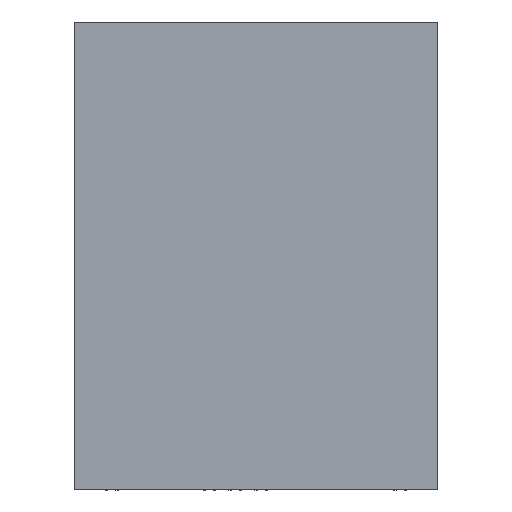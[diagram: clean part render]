
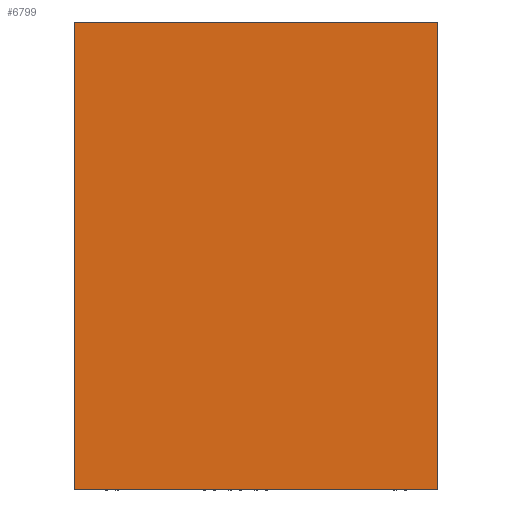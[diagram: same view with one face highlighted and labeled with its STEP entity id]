
A CAD part, top view. The second image highlights one B-rep face of the part: STEP entity #6799.
In plain terms, the highlighted face is planar.
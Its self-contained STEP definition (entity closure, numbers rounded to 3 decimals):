
#2378=DIRECTION('',(0.,0.,1.));
#2379=VECTOR('',#2378,9.);
#2380=CARTESIAN_POINT('',(-3.5,4.075,-4.5));
#2381=LINE('',#2380,#2379);
#2385=DIRECTION('',(-1.,0.,0.));
#2386=VECTOR('',#2385,7.);
#2387=CARTESIAN_POINT('',(3.5,4.075,-4.5));
#2388=LINE('',#2387,#2386);
#2392=DIRECTION('',(0.,0.,-1.));
#2393=VECTOR('',#2392,9.);
#2394=CARTESIAN_POINT('',(3.5,4.075,4.5));
#2395=LINE('',#2394,#2393);
#2399=DIRECTION('',(1.,0.,0.));
#2400=VECTOR('',#2399,7.);
#2401=CARTESIAN_POINT('',(-3.5,4.075,4.5));
#2402=LINE('',#2401,#2400);
#4810=CARTESIAN_POINT('',(-3.5,4.075,-4.5));
#4811=CARTESIAN_POINT('',(-3.5,4.075,4.5));
#4812=VERTEX_POINT('',#4810);
#4813=VERTEX_POINT('',#4811);
#4814=CARTESIAN_POINT('',(3.5,4.075,4.5));
#4815=VERTEX_POINT('',#4814);
#4816=CARTESIAN_POINT('',(3.5,4.075,-4.5));
#4817=VERTEX_POINT('',#4816);
#6786=CARTESIAN_POINT('',(0.,4.075,0.));
#6787=DIRECTION('',(0.,1.,0.));
#6788=DIRECTION('',(1.,0.,0.));
#6789=AXIS2_PLACEMENT_3D('',#6786,#6787,#6788);
#6790=PLANE('',#6789);
#6791=ORIENTED_EDGE('',*,*,#6609,.F.);
#6792=ORIENTED_EDGE('',*,*,#6447,.F.);
#6794=ORIENTED_EDGE('',*,*,#6793,.F.);
#6796=ORIENTED_EDGE('',*,*,#6795,.F.);
#6797=EDGE_LOOP('',(#6791,#6792,#6794,#6796));
#6798=FACE_OUTER_BOUND('',#6797,.F.);
#6447=EDGE_CURVE('',#4817,#4812,#2388,.T.);
#6609=EDGE_CURVE('',#4812,#4813,#2381,.T.);
#6793=EDGE_CURVE('',#4815,#4817,#2395,.T.);
#6795=EDGE_CURVE('',#4813,#4815,#2402,.T.);
#6799=ADVANCED_FACE('',(#6798),#6790,.T.);
